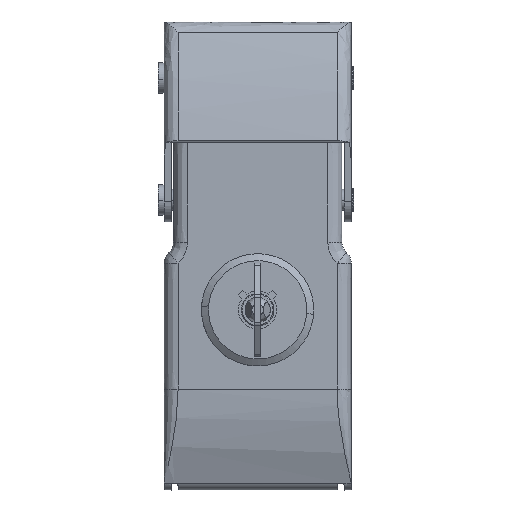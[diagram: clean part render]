
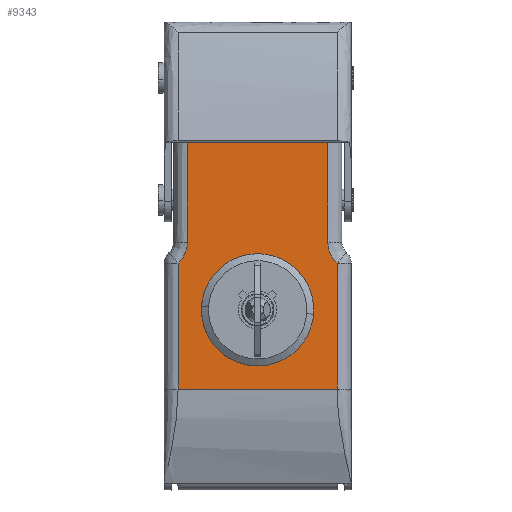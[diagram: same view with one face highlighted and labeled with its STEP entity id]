
A CAD part, front view. The second image highlights one B-rep face of the part: STEP entity #9343.
In plain terms, the highlighted free-form (B-spline) face has degree [1, 1] with [2, 2] control points.
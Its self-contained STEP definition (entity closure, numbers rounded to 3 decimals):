
#6194=CARTESIAN_POINT('',(2.62,-19.,-13.283));
#6195=VERTEX_POINT('',#6194);
#6201=CARTESIAN_POINT('',(-9.754,-19.,-25.658));
#6202=VERTEX_POINT('',#6201);
#6203=CARTESIAN_POINT('',(2.62,-19.,-13.283));
#6204=CARTESIAN_POINT('',(-3.016,-19.,-11.769));
#6205=CARTESIAN_POINT('',(-7.142,-19.,-15.896));
#6206=CARTESIAN_POINT('',(-11.268,-19.,-20.022));
#6207=CARTESIAN_POINT('',(-9.754,-19.,-25.658));
#6215=(BOUNDED_CURVE()B_SPLINE_CURVE(2,(#6203,#6204,#6205,#6206,#6207),.UNSPECIFIED.,.F.,.U.)B_SPLINE_CURVE_WITH_KNOTS((3,2,3),(0.0,0.5,1.0),.UNSPECIFIED.)CURVE()GEOMETRIC_REPRESENTATION_ITEM()RATIONAL_B_SPLINE_CURVE((1.0,0.866,1.0,0.866,1.0))REPRESENTATION_ITEM(''));
#6216=EDGE_CURVE('',#6195,#6202,#6215,.T.);
#6256=CARTESIAN_POINT('',(-2.62,-19.,-32.792));
#6257=VERTEX_POINT('',#6256);
#6258=CARTESIAN_POINT('',(-2.62,-19.,-32.792));
#6259=CARTESIAN_POINT('',(-9.754,-19.,-25.658));
#6260=QUASI_UNIFORM_CURVE('',1,(#6258,#6259),.UNSPECIFIED.,.F.,.U.);
#6261=EDGE_CURVE('',#6257,#6202,#6260,.T.);
#6286=CARTESIAN_POINT('',(9.754,-19.,-20.417));
#6287=VERTEX_POINT('',#6286);
#6288=CARTESIAN_POINT('',(-2.62,-19.,-32.792));
#6289=CARTESIAN_POINT('',(3.016,-19.,-34.305));
#6290=CARTESIAN_POINT('',(7.142,-19.,-30.179));
#6291=CARTESIAN_POINT('',(11.268,-19.,-26.053));
#6292=CARTESIAN_POINT('',(9.754,-19.,-20.417));
#6300=(BOUNDED_CURVE()B_SPLINE_CURVE(2,(#6288,#6289,#6290,#6291,#6292),.UNSPECIFIED.,.F.,.U.)B_SPLINE_CURVE_WITH_KNOTS((3,2,3),(0.0,0.5,1.0),.UNSPECIFIED.)CURVE()GEOMETRIC_REPRESENTATION_ITEM()RATIONAL_B_SPLINE_CURVE((1.0,0.866,1.0,0.866,1.0))REPRESENTATION_ITEM(''));
#6301=EDGE_CURVE('',#6257,#6287,#6300,.T.);
#6339=CARTESIAN_POINT('',(2.62,-19.,-13.283));
#6340=CARTESIAN_POINT('',(9.754,-19.,-20.417));
#6341=QUASI_UNIFORM_CURVE('',1,(#6339,#6340),.UNSPECIFIED.,.F.,.U.);
#6342=EDGE_CURVE('',#6195,#6287,#6341,.T.);
#6548=CARTESIAN_POINT('',(-17.,-19.,-39.921));
#6549=VERTEX_POINT('',#6548);
#6648=CARTESIAN_POINT('',(-17.,-19.,-13.019));
#6649=VERTEX_POINT('',#6648);
#6675=CARTESIAN_POINT('',(-17.,-19.,-13.019));
#6676=CARTESIAN_POINT('',(-17.,-19.,-21.986));
#6677=CARTESIAN_POINT('',(-17.,-19.,-30.954));
#6678=CARTESIAN_POINT('',(-17.,-19.,-39.921));
#6679=QUASI_UNIFORM_CURVE('',3,(#6675,#6676,#6677,#6678),.UNSPECIFIED.,.F.,.U.);
#6680=EDGE_CURVE('',#6649,#6549,#6679,.T.);
#6769=CARTESIAN_POINT('',(-15.,-19.,-8.546));
#6770=VERTEX_POINT('',#6769);
#6796=CARTESIAN_POINT('',(-15.,-19.,-8.546));
#6797=CARTESIAN_POINT('',(-15.,-19.,-9.818));
#6798=CARTESIAN_POINT('',(-15.526,-19.,-10.994));
#6799=CARTESIAN_POINT('',(-16.052,-19.,-12.171));
#6800=CARTESIAN_POINT('',(-17.,-19.,-13.019));
#6801=B_SPLINE_CURVE_WITH_KNOTS('',2,(#6796,#6797,#6798,#6799,#6800),.UNSPECIFIED.,.F.,.U.,(3,2,3),(0.0,0.5,1.0),.UNSPECIFIED.);
#6802=EDGE_CURVE('',#6770,#6649,#6801,.T.);
#6829=CARTESIAN_POINT('',(-15.,-19.,14.));
#6830=VERTEX_POINT('',#6829);
#6852=CARTESIAN_POINT('',(-15.,-19.,14.));
#6853=CARTESIAN_POINT('',(-15.,-19.,6.485));
#6854=CARTESIAN_POINT('',(-15.,-19.,-1.031));
#6855=CARTESIAN_POINT('',(-15.,-19.,-8.546));
#6856=B_SPLINE_CURVE_WITH_KNOTS('',3,(#6852,#6853,#6854,#6855),.UNSPECIFIED.,.F.,.U.,(4,4),(0.0,0.333),.UNSPECIFIED.);
#6857=EDGE_CURVE('',#6830,#6770,#6856,.T.);
#6914=CARTESIAN_POINT('',(17.,-19.,-39.921));
#6915=VERTEX_POINT('',#6914);
#7035=CARTESIAN_POINT('',(17.,-19.,-13.019));
#7036=VERTEX_POINT('',#7035);
#7052=CARTESIAN_POINT('',(17.,-19.,-39.921));
#7053=CARTESIAN_POINT('',(17.,-19.,-30.954));
#7054=CARTESIAN_POINT('',(17.,-19.,-21.986));
#7055=CARTESIAN_POINT('',(17.,-19.,-13.019));
#7056=QUASI_UNIFORM_CURVE('',3,(#7052,#7053,#7054,#7055),.UNSPECIFIED.,.F.,.U.);
#7057=EDGE_CURVE('',#6915,#7036,#7056,.T.);
#7166=CARTESIAN_POINT('',(15.,-19.,-8.546));
#7167=VERTEX_POINT('',#7166);
#7181=CARTESIAN_POINT('',(17.,-19.,-13.019));
#7182=CARTESIAN_POINT('',(16.053,-19.,-12.171));
#7183=CARTESIAN_POINT('',(15.526,-19.,-10.994));
#7184=CARTESIAN_POINT('',(15.,-19.,-9.818));
#7185=CARTESIAN_POINT('',(15.,-19.,-8.546));
#7186=B_SPLINE_CURVE_WITH_KNOTS('',2,(#7181,#7182,#7183,#7184,#7185),.UNSPECIFIED.,.F.,.U.,(3,2,3),(0.0,0.5,1.0),.UNSPECIFIED.);
#7187=EDGE_CURVE('',#7036,#7167,#7186,.T.);
#7212=CARTESIAN_POINT('',(15.,-19.,14.));
#7213=VERTEX_POINT('',#7212);
#7229=CARTESIAN_POINT('',(15.,-19.,-8.546));
#7230=CARTESIAN_POINT('',(15.,-19.,-1.031));
#7231=CARTESIAN_POINT('',(15.,-19.,6.485));
#7232=CARTESIAN_POINT('',(15.,-19.,14.));
#7233=B_SPLINE_CURVE_WITH_KNOTS('',3,(#7229,#7230,#7231,#7232),.UNSPECIFIED.,.F.,.U.,(4,4),(0.0,0.333),.UNSPECIFIED.);
#7234=EDGE_CURVE('',#7167,#7213,#7233,.T.);
#8239=CARTESIAN_POINT('',(17.,-19.,-39.921));
#8240=CARTESIAN_POINT('',(-17.,-19.,-39.921));
#8241=QUASI_UNIFORM_CURVE('',1,(#8239,#8240),.UNSPECIFIED.,.F.,.U.);
#8242=EDGE_CURVE('',#6915,#6549,#8241,.T.);
#8667=CARTESIAN_POINT('',(15.,-19.,14.));
#8668=CARTESIAN_POINT('',(-15.,-19.,14.));
#8669=QUASI_UNIFORM_CURVE('',1,(#8667,#8668),.UNSPECIFIED.,.F.,.U.);
#8670=EDGE_CURVE('',#7213,#6830,#8669,.T.);
#9322=CARTESIAN_POINT('',(-18.698,-19.,16.693));
#9323=CARTESIAN_POINT('',(-18.698,-19.,-42.615));
#9324=CARTESIAN_POINT('',(18.698,-19.,16.693));
#9325=CARTESIAN_POINT('',(18.698,-19.,-42.615));
#9326=B_SPLINE_SURFACE_WITH_KNOTS('',1,1,((#9322,#9324),(#9323,#9325)),.UNSPECIFIED.,.F.,.F.,.U.,(2,2),(2,2),(0.0,59.308),(0.0,37.397),.UNSPECIFIED.);
#9327=ORIENTED_EDGE('',*,*,#6802,.T.);
#9328=ORIENTED_EDGE('',*,*,#6680,.T.);
#9329=ORIENTED_EDGE('',*,*,#8242,.F.);
#9330=ORIENTED_EDGE('',*,*,#7057,.T.);
#9331=ORIENTED_EDGE('',*,*,#7187,.T.);
#9332=ORIENTED_EDGE('',*,*,#7234,.T.);
#9333=ORIENTED_EDGE('',*,*,#8670,.T.);
#9334=ORIENTED_EDGE('',*,*,#6857,.T.);
#9335=EDGE_LOOP('',(#9327,#9328,#9329,#9330,#9331,#9332,#9333,#9334));
#9336=FACE_OUTER_BOUND('',#9335,.T.);
#9337=ORIENTED_EDGE('',*,*,#6216,.F.);
#9338=ORIENTED_EDGE('',*,*,#6342,.T.);
#9339=ORIENTED_EDGE('',*,*,#6301,.F.);
#9340=ORIENTED_EDGE('',*,*,#6261,.T.);
#9341=EDGE_LOOP('',(#9337,#9338,#9339,#9340));
#9342=FACE_BOUND('',#9341,.T.);
#9343=ADVANCED_FACE('',(#9336,#9342),#9326,.T.);
